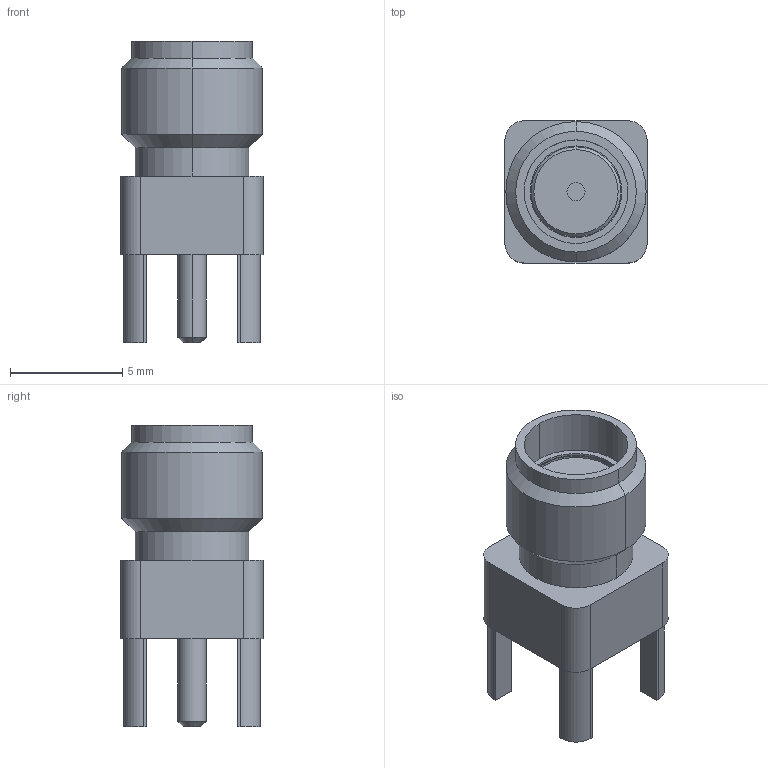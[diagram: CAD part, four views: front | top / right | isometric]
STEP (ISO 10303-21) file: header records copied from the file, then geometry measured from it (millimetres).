
FILE_DESCRIPTION((''),'2;1');
FILE_NAME('C-0221789-01-3','2007-09-01T',('workeradm'),('Tyco Electronics Corporation'),'PRO/ENGINEER BY PARAMETRIC TECHNOLOGY CORPORATION, 2005450','PRO/ENGINEER BY PARAMETRIC TECHNOLOGY CORPORATION, 2005450','');
FILE_SCHEMA(('CONFIG_CONTROL_DESIGN', 'GEOMETRIC_VALIDATION_PROPERTIES_MIM'));
Length unit declared in the file: millimetre
Products named in the file (1): C-0221789-01-3
Bounding box: 6.35 x 6.35 x 13.46 mm (x, y, z)
Volume: 280.9 mm3; surface area: 407.2 mm2
Topology: 1 solids, 1 shells, 72 faces, 160 edges, 102 vertices
Faces by surface type: plane 34, cylinder 28, cone 10
Entity records: 2123 total; most frequent: DIRECTION 366, CARTESIAN_POINT 335, ORIENTED_EDGE 320, EDGE_CURVE 160, AXIS2_PLACEMENT_3D 134, VERTEX_POINT 102, VECTOR 98, LINE 98
